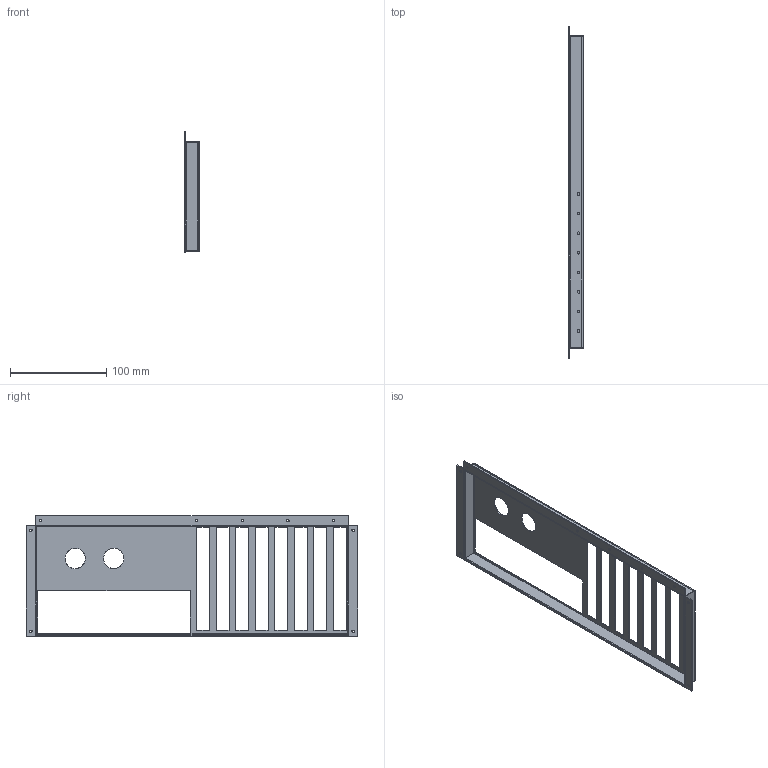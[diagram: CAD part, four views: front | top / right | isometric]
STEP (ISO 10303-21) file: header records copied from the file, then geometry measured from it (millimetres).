
FILE_DESCRIPTION (( 'STEP AP214' ), '1' );
FILE_NAME ('io-tray-x2_SM.STEP', '2018-10-27T14:47:57', ( '' ), ( '' ), 'SwSTEP 2.0', 'SolidWorks 2018', '' );
FILE_SCHEMA (( 'AUTOMOTIVE_DESIGN' ));
Length unit declared in the file: millimetre
Products named in the file (1): io-tray-x2_SM
Bounding box: 15 x 344.75 x 125.06 mm (x, y, z)
Volume: 71158.2 mm3; surface area: 149528.7 mm2
Topology: 2 solids, 2 shells, 283 faces, 768 edges, 490 vertices
Faces by surface type: bspline 141, plane 88, cylinder 54
Entity records: 10421 total; most frequent: CARTESIAN_POINT 4377, ORIENTED_EDGE 1536, EDGE_CURVE 768, DIRECTION 730, VERTEX_POINT 490, EDGE_LOOP 396, B_SPLINE_CURVE_WITH_KNOTS 340, ADVANCED_FACE 283
